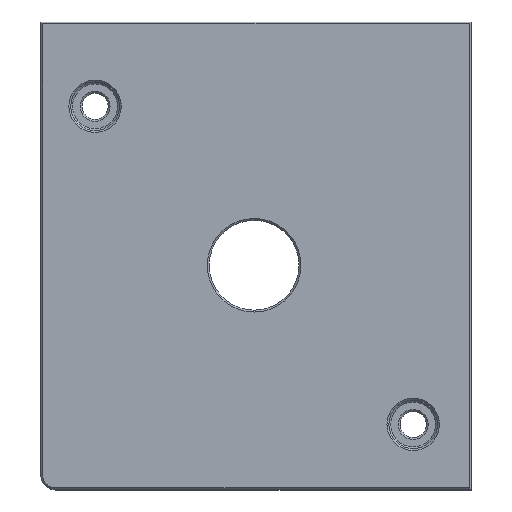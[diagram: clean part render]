
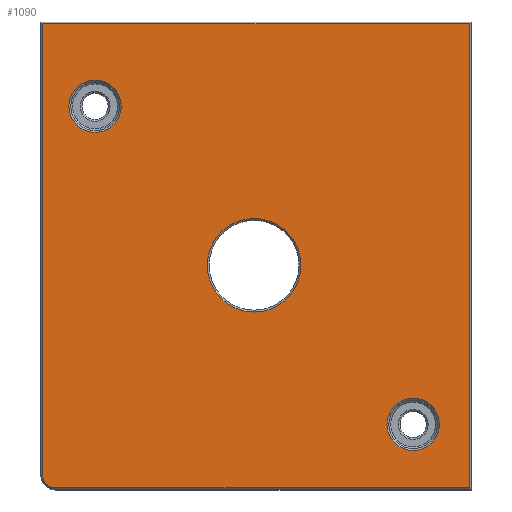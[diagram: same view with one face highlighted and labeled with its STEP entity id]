
A CAD part, top view. The second image highlights one B-rep face of the part: STEP entity #1090.
In plain terms, the highlighted planar face has unit normal (0, 0, 1).
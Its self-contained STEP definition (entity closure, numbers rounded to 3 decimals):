
#72 = PLANE('',#73);
#73 = AXIS2_PLACEMENT_3D('',#74,#75,#76);
#74 = CARTESIAN_POINT('',(-56.75,65.,31.75));
#75 = DIRECTION('',(0.707,0.,-0.707));
#76 = DIRECTION('',(-0.,1.,-0.));
#185 = PLANE('',#186);
#186 = AXIS2_PLACEMENT_3D('',#187,#188,#189);
#187 = CARTESIAN_POINT('',(58.,64.75,31.75));
#188 = DIRECTION('',(0.,-0.707,-0.707));
#189 = DIRECTION('',(1.,0.,-0.));
#223 = VERTEX_POINT('',#224);
#224 = CARTESIAN_POINT('',(-56.5,64.5,32.));
#247 = VERTEX_POINT('',#248);
#248 = CARTESIAN_POINT('',(-56.5,-56.,32.));
#262 = CONICAL_SURFACE('',#263,4.,0.785);
#263 = AXIS2_PLACEMENT_3D('',#264,#265,#266);
#264 = CARTESIAN_POINT('',(-53.,-56.,31.5));
#265 = DIRECTION('',(-0.,-0.,-1.));
#266 = DIRECTION('',(-1.,0.,0.));
#274 = EDGE_CURVE('',#223,#247,#275,.T.);
#275 = SURFACE_CURVE('',#276,(#280,#287),.PCURVE_S1.);
#276 = LINE('',#277,#278);
#277 = CARTESIAN_POINT('',(-56.5,65.,32.));
#278 = VECTOR('',#279,1.);
#279 = DIRECTION('',(0.,-1.,0.));
#280 = PCURVE('',#72,#281);
#281 = DEFINITIONAL_REPRESENTATION('',(#282),#286);
#282 = LINE('',#283,#284);
#283 = CARTESIAN_POINT('',(-0.,0.354));
#284 = VECTOR('',#285,1.);
#285 = DIRECTION('',(-1.,0.));
#286 = ( GEOMETRIC_REPRESENTATION_CONTEXT(2) 
PARAMETRIC_REPRESENTATION_CONTEXT() REPRESENTATION_CONTEXT('2D SPACE',''
  ) );
#287 = PCURVE('',#288,#293);
#288 = PLANE('',#289);
#289 = AXIS2_PLACEMENT_3D('',#290,#291,#292);
#290 = CARTESIAN_POINT('',(0.635,2.421,32.));
#291 = DIRECTION('',(0.,0.,1.));
#292 = DIRECTION('',(1.,0.,0.));
#293 = DEFINITIONAL_REPRESENTATION('',(#294),#298);
#294 = LINE('',#295,#296);
#295 = CARTESIAN_POINT('',(-57.135,62.579));
#296 = VECTOR('',#297,1.);
#297 = DIRECTION('',(0.,-1.));
#298 = ( GEOMETRIC_REPRESENTATION_CONTEXT(2) 
PARAMETRIC_REPRESENTATION_CONTEXT() REPRESENTATION_CONTEXT('2D SPACE',''
  ) );
#1030 = PLANE('',#1031);
#1031 = AXIS2_PLACEMENT_3D('',#1032,#1033,#1034);
#1032 = CARTESIAN_POINT('',(57.75,-60.,31.75));
#1033 = DIRECTION('',(-0.707,0.,-0.707));
#1034 = DIRECTION('',(0.,1.,0.));
#1046 = VERTEX_POINT('',#1047);
#1047 = CARTESIAN_POINT('',(57.5,64.5,32.));
#1070 = EDGE_CURVE('',#1046,#223,#1071,.T.);
#1071 = SURFACE_CURVE('',#1072,(#1076,#1083),.PCURVE_S1.);
#1072 = LINE('',#1073,#1074);
#1073 = CARTESIAN_POINT('',(58.,64.5,32.));
#1074 = VECTOR('',#1075,1.);
#1075 = DIRECTION('',(-1.,0.,0.));
#1076 = PCURVE('',#185,#1077);
#1077 = DEFINITIONAL_REPRESENTATION('',(#1078),#1082);
#1078 = LINE('',#1079,#1080);
#1079 = CARTESIAN_POINT('',(-0.,0.354));
#1080 = VECTOR('',#1081,1.);
#1081 = DIRECTION('',(-1.,0.));
#1082 = ( GEOMETRIC_REPRESENTATION_CONTEXT(2) 
PARAMETRIC_REPRESENTATION_CONTEXT() REPRESENTATION_CONTEXT('2D SPACE',''
  ) );
#1083 = PCURVE('',#288,#1084);
#1084 = DEFINITIONAL_REPRESENTATION('',(#1085),#1089);
#1085 = LINE('',#1086,#1087);
#1086 = CARTESIAN_POINT('',(57.365,62.079));
#1087 = VECTOR('',#1088,1.);
#1088 = DIRECTION('',(-1.,0.));
#1089 = ( GEOMETRIC_REPRESENTATION_CONTEXT(2) 
PARAMETRIC_REPRESENTATION_CONTEXT() REPRESENTATION_CONTEXT('2D SPACE',''
  ) );
#1090 = ADVANCED_FACE('',(#1091,#1168,#1199,#1230),#288,.T.);
#1091 = FACE_BOUND('',#1092,.T.);
#1092 = EDGE_LOOP('',(#1093,#1094,#1118,#1146,#1167));
#1093 = ORIENTED_EDGE('',*,*,#274,.T.);
#1094 = ORIENTED_EDGE('',*,*,#1095,.T.);
#1095 = EDGE_CURVE('',#247,#1096,#1098,.T.);
#1096 = VERTEX_POINT('',#1097);
#1097 = CARTESIAN_POINT('',(-53.,-59.5,32.));
#1098 = SURFACE_CURVE('',#1099,(#1104,#1111),.PCURVE_S1.);
#1099 = CIRCLE('',#1100,3.5);
#1100 = AXIS2_PLACEMENT_3D('',#1101,#1102,#1103);
#1101 = CARTESIAN_POINT('',(-53.,-56.,32.));
#1102 = DIRECTION('',(0.,0.,1.));
#1103 = DIRECTION('',(-1.,0.,0.));
#1104 = PCURVE('',#288,#1105);
#1105 = DEFINITIONAL_REPRESENTATION('',(#1106),#1110);
#1106 = CIRCLE('',#1107,3.5);
#1107 = AXIS2_PLACEMENT_2D('',#1108,#1109);
#1108 = CARTESIAN_POINT('',(-53.635,-58.421));
#1109 = DIRECTION('',(-1.,0.));
#1110 = ( GEOMETRIC_REPRESENTATION_CONTEXT(2) 
PARAMETRIC_REPRESENTATION_CONTEXT() REPRESENTATION_CONTEXT('2D SPACE',''
  ) );
#1111 = PCURVE('',#262,#1112);
#1112 = DEFINITIONAL_REPRESENTATION('',(#1113),#1117);
#1113 = LINE('',#1114,#1115);
#1114 = CARTESIAN_POINT('',(-0.,-0.5));
#1115 = VECTOR('',#1116,1.);
#1116 = DIRECTION('',(-1.,-0.));
#1117 = ( GEOMETRIC_REPRESENTATION_CONTEXT(2) 
PARAMETRIC_REPRESENTATION_CONTEXT() REPRESENTATION_CONTEXT('2D SPACE',''
  ) );
#1118 = ORIENTED_EDGE('',*,*,#1119,.T.);
#1119 = EDGE_CURVE('',#1096,#1120,#1122,.T.);
#1120 = VERTEX_POINT('',#1121);
#1121 = CARTESIAN_POINT('',(57.5,-59.5,32.));
#1122 = SURFACE_CURVE('',#1123,(#1127,#1134),.PCURVE_S1.);
#1123 = LINE('',#1124,#1125);
#1124 = CARTESIAN_POINT('',(-53.,-59.5,32.));
#1125 = VECTOR('',#1126,1.);
#1126 = DIRECTION('',(1.,0.,0.));
#1127 = PCURVE('',#288,#1128);
#1128 = DEFINITIONAL_REPRESENTATION('',(#1129),#1133);
#1129 = LINE('',#1130,#1131);
#1130 = CARTESIAN_POINT('',(-53.635,-61.921));
#1131 = VECTOR('',#1132,1.);
#1132 = DIRECTION('',(1.,0.));
#1133 = ( GEOMETRIC_REPRESENTATION_CONTEXT(2) 
PARAMETRIC_REPRESENTATION_CONTEXT() REPRESENTATION_CONTEXT('2D SPACE',''
  ) );
#1134 = PCURVE('',#1135,#1140);
#1135 = PLANE('',#1136);
#1136 = AXIS2_PLACEMENT_3D('',#1137,#1138,#1139);
#1137 = CARTESIAN_POINT('',(-53.,-59.75,31.75));
#1138 = DIRECTION('',(0.,0.707,-0.707));
#1139 = DIRECTION('',(-1.,-0.,-0.));
#1140 = DEFINITIONAL_REPRESENTATION('',(#1141),#1145);
#1141 = LINE('',#1142,#1143);
#1142 = CARTESIAN_POINT('',(-0.,0.354));
#1143 = VECTOR('',#1144,1.);
#1144 = DIRECTION('',(-1.,0.));
#1145 = ( GEOMETRIC_REPRESENTATION_CONTEXT(2) 
PARAMETRIC_REPRESENTATION_CONTEXT() REPRESENTATION_CONTEXT('2D SPACE',''
  ) );
#1146 = ORIENTED_EDGE('',*,*,#1147,.T.);
#1147 = EDGE_CURVE('',#1120,#1046,#1148,.T.);
#1148 = SURFACE_CURVE('',#1149,(#1153,#1160),.PCURVE_S1.);
#1149 = LINE('',#1150,#1151);
#1150 = CARTESIAN_POINT('',(57.5,-60.,32.));
#1151 = VECTOR('',#1152,1.);
#1152 = DIRECTION('',(0.,1.,0.));
#1153 = PCURVE('',#288,#1154);
#1154 = DEFINITIONAL_REPRESENTATION('',(#1155),#1159);
#1155 = LINE('',#1156,#1157);
#1156 = CARTESIAN_POINT('',(56.865,-62.421));
#1157 = VECTOR('',#1158,1.);
#1158 = DIRECTION('',(0.,1.));
#1159 = ( GEOMETRIC_REPRESENTATION_CONTEXT(2) 
PARAMETRIC_REPRESENTATION_CONTEXT() REPRESENTATION_CONTEXT('2D SPACE',''
  ) );
#1160 = PCURVE('',#1030,#1161);
#1161 = DEFINITIONAL_REPRESENTATION('',(#1162),#1166);
#1162 = LINE('',#1163,#1164);
#1163 = CARTESIAN_POINT('',(0.,-0.354));
#1164 = VECTOR('',#1165,1.);
#1165 = DIRECTION('',(1.,0.));
#1166 = ( GEOMETRIC_REPRESENTATION_CONTEXT(2) 
PARAMETRIC_REPRESENTATION_CONTEXT() REPRESENTATION_CONTEXT('2D SPACE',''
  ) );
#1167 = ORIENTED_EDGE('',*,*,#1070,.T.);
#1168 = FACE_BOUND('',#1169,.T.);
#1169 = EDGE_LOOP('',(#1170));
#1170 = ORIENTED_EDGE('',*,*,#1171,.F.);
#1171 = EDGE_CURVE('',#1172,#1172,#1174,.T.);
#1172 = VERTEX_POINT('',#1173);
#1173 = CARTESIAN_POINT('',(12.5,0.,32.));
#1174 = SURFACE_CURVE('',#1175,(#1180,#1187),.PCURVE_S1.);
#1175 = CIRCLE('',#1176,12.5);
#1176 = AXIS2_PLACEMENT_3D('',#1177,#1178,#1179);
#1177 = CARTESIAN_POINT('',(0.,0.,32.));
#1178 = DIRECTION('',(0.,0.,1.));
#1179 = DIRECTION('',(1.,0.,-0.));
#1180 = PCURVE('',#288,#1181);
#1181 = DEFINITIONAL_REPRESENTATION('',(#1182),#1186);
#1182 = CIRCLE('',#1183,12.5);
#1183 = AXIS2_PLACEMENT_2D('',#1184,#1185);
#1184 = CARTESIAN_POINT('',(-0.635,-2.421));
#1185 = DIRECTION('',(1.,0.));
#1186 = ( GEOMETRIC_REPRESENTATION_CONTEXT(2) 
PARAMETRIC_REPRESENTATION_CONTEXT() REPRESENTATION_CONTEXT('2D SPACE',''
  ) );
#1187 = PCURVE('',#1188,#1193);
#1188 = CONICAL_SURFACE('',#1189,12.,0.785);
#1189 = AXIS2_PLACEMENT_3D('',#1190,#1191,#1192);
#1190 = CARTESIAN_POINT('',(0.,0.,31.5));
#1191 = DIRECTION('',(0.,0.,1.));
#1192 = DIRECTION('',(1.,0.,0.));
#1193 = DEFINITIONAL_REPRESENTATION('',(#1194),#1198);
#1194 = LINE('',#1195,#1196);
#1195 = CARTESIAN_POINT('',(-0.,0.5));
#1196 = VECTOR('',#1197,1.);
#1197 = DIRECTION('',(1.,-0.));
#1198 = ( GEOMETRIC_REPRESENTATION_CONTEXT(2) 
PARAMETRIC_REPRESENTATION_CONTEXT() REPRESENTATION_CONTEXT('2D SPACE',''
  ) );
#1199 = FACE_BOUND('',#1200,.T.);
#1200 = EDGE_LOOP('',(#1201));
#1201 = ORIENTED_EDGE('',*,*,#1202,.F.);
#1202 = EDGE_CURVE('',#1203,#1203,#1205,.T.);
#1203 = VERTEX_POINT('',#1204);
#1204 = CARTESIAN_POINT('',(49.5,-42.5,32.));
#1205 = SURFACE_CURVE('',#1206,(#1211,#1218),.PCURVE_S1.);
#1206 = CIRCLE('',#1207,7.);
#1207 = AXIS2_PLACEMENT_3D('',#1208,#1209,#1210);
#1208 = CARTESIAN_POINT('',(42.5,-42.5,32.));
#1209 = DIRECTION('',(0.,0.,1.));
#1210 = DIRECTION('',(1.,0.,-0.));
#1211 = PCURVE('',#288,#1212);
#1212 = DEFINITIONAL_REPRESENTATION('',(#1213),#1217);
#1213 = CIRCLE('',#1214,7.);
#1214 = AXIS2_PLACEMENT_2D('',#1215,#1216);
#1215 = CARTESIAN_POINT('',(41.865,-44.921));
#1216 = DIRECTION('',(1.,0.));
#1217 = ( GEOMETRIC_REPRESENTATION_CONTEXT(2) 
PARAMETRIC_REPRESENTATION_CONTEXT() REPRESENTATION_CONTEXT('2D SPACE',''
  ) );
#1218 = PCURVE('',#1219,#1224);
#1219 = CONICAL_SURFACE('',#1220,6.5,0.785);
#1220 = AXIS2_PLACEMENT_3D('',#1221,#1222,#1223);
#1221 = CARTESIAN_POINT('',(42.5,-42.5,31.5));
#1222 = DIRECTION('',(0.,0.,1.));
#1223 = DIRECTION('',(1.,0.,0.));
#1224 = DEFINITIONAL_REPRESENTATION('',(#1225),#1229);
#1225 = LINE('',#1226,#1227);
#1226 = CARTESIAN_POINT('',(-0.,0.5));
#1227 = VECTOR('',#1228,1.);
#1228 = DIRECTION('',(1.,-0.));
#1229 = ( GEOMETRIC_REPRESENTATION_CONTEXT(2) 
PARAMETRIC_REPRESENTATION_CONTEXT() REPRESENTATION_CONTEXT('2D SPACE',''
  ) );
#1230 = FACE_BOUND('',#1231,.T.);
#1231 = EDGE_LOOP('',(#1232));
#1232 = ORIENTED_EDGE('',*,*,#1233,.F.);
#1233 = EDGE_CURVE('',#1234,#1234,#1236,.T.);
#1234 = VERTEX_POINT('',#1235);
#1235 = CARTESIAN_POINT('',(-35.5,42.5,32.));
#1236 = SURFACE_CURVE('',#1237,(#1242,#1249),.PCURVE_S1.);
#1237 = CIRCLE('',#1238,7.);
#1238 = AXIS2_PLACEMENT_3D('',#1239,#1240,#1241);
#1239 = CARTESIAN_POINT('',(-42.5,42.5,32.));
#1240 = DIRECTION('',(0.,0.,1.));
#1241 = DIRECTION('',(1.,0.,-0.));
#1242 = PCURVE('',#288,#1243);
#1243 = DEFINITIONAL_REPRESENTATION('',(#1244),#1248);
#1244 = CIRCLE('',#1245,7.);
#1245 = AXIS2_PLACEMENT_2D('',#1246,#1247);
#1246 = CARTESIAN_POINT('',(-43.135,40.079));
#1247 = DIRECTION('',(1.,0.));
#1248 = ( GEOMETRIC_REPRESENTATION_CONTEXT(2) 
PARAMETRIC_REPRESENTATION_CONTEXT() REPRESENTATION_CONTEXT('2D SPACE',''
  ) );
#1249 = PCURVE('',#1250,#1255);
#1250 = CONICAL_SURFACE('',#1251,6.5,0.785);
#1251 = AXIS2_PLACEMENT_3D('',#1252,#1253,#1254);
#1252 = CARTESIAN_POINT('',(-42.5,42.5,31.5));
#1253 = DIRECTION('',(0.,0.,1.));
#1254 = DIRECTION('',(1.,0.,0.));
#1255 = DEFINITIONAL_REPRESENTATION('',(#1256),#1260);
#1256 = LINE('',#1257,#1258);
#1257 = CARTESIAN_POINT('',(-0.,0.5));
#1258 = VECTOR('',#1259,1.);
#1259 = DIRECTION('',(1.,-0.));
#1260 = ( GEOMETRIC_REPRESENTATION_CONTEXT(2) 
PARAMETRIC_REPRESENTATION_CONTEXT() REPRESENTATION_CONTEXT('2D SPACE',''
  ) );
